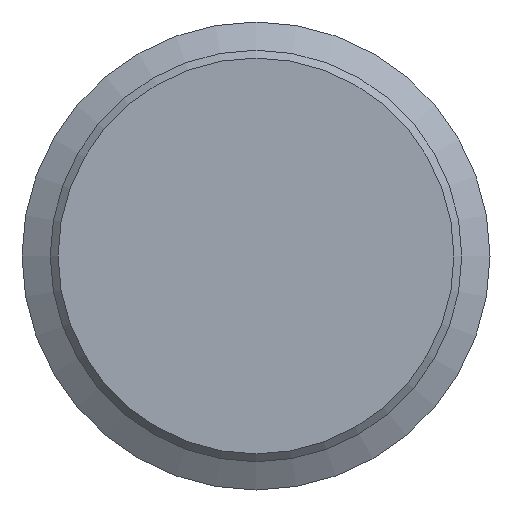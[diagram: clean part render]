
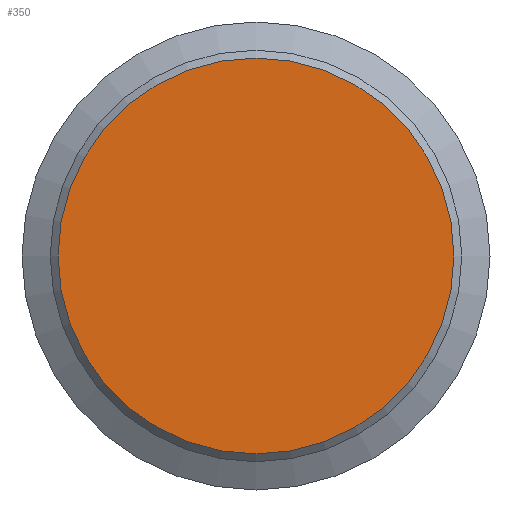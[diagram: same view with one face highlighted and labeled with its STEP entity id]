
A CAD part, front view. The second image highlights one B-rep face of the part: STEP entity #350.
In plain terms, the highlighted planar face has unit normal (0, -1, 0).
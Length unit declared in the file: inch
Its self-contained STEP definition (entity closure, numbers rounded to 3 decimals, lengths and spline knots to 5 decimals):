
#162 = DIRECTION ( 'NONE',  ( 0., 0., -1. ) ) ;
#246 = VERTEX_POINT ( 'NONE', #647 ) ;
#350 = ADVANCED_FACE ( 'NONE', ( #1141 ), #1118, .T. ) ;
#515 = ORIENTED_EDGE ( 'NONE', *, *, #955, .F. ) ;
#549 = EDGE_LOOP ( 'NONE', ( #515 ) ) ;
#550 = DIRECTION ( 'NONE',  ( 0., -1., 0. ) ) ;
#556 = DIRECTION ( 'NONE',  ( 0., 0., -1. ) ) ;
#621 = CARTESIAN_POINT ( 'NONE',  ( 0., -1.9685, 0. ) ) ;
#647 = CARTESIAN_POINT ( 'NONE',  ( 0., -1.9685, -0.1998 ) ) ;
#743 = CIRCLE ( 'NONE', #845, 0.1998 ) ;
#766 = AXIS2_PLACEMENT_3D ( 'NONE', #928, #550, #556 ) ;
#845 = AXIS2_PLACEMENT_3D ( 'NONE', #621, #1185, #162 ) ;
#928 = CARTESIAN_POINT ( 'NONE',  ( 0., -1.9685, 0. ) ) ;
#955 = EDGE_CURVE ( 'NONE', #246, #246, #743, .T. ) ;
#1118 = PLANE ( 'NONE',  #766 ) ;
#1141 = FACE_OUTER_BOUND ( 'NONE', #549, .T. ) ;
#1185 = DIRECTION ( 'NONE',  ( 0., 1., 0. ) ) ;
